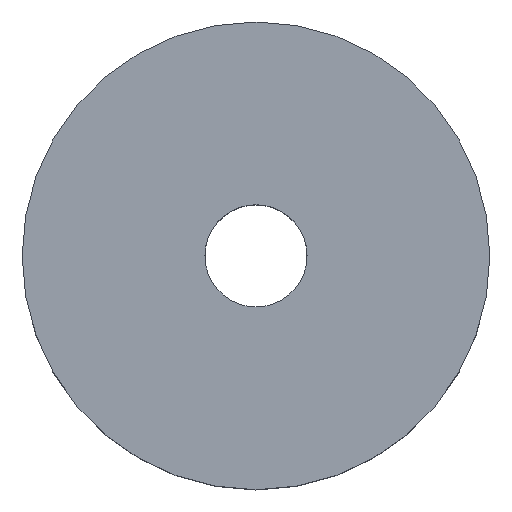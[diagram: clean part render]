
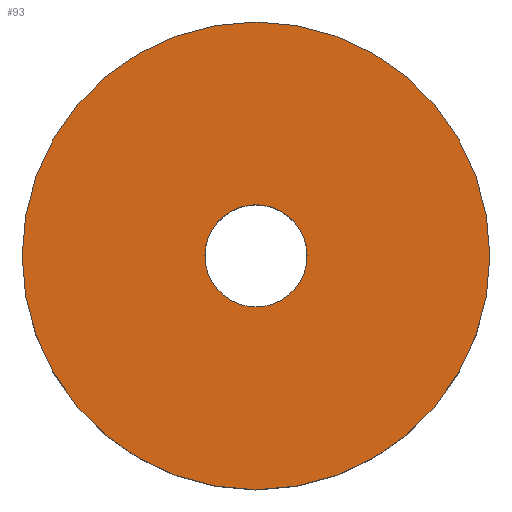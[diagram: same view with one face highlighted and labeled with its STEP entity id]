
A CAD part, top view. The second image highlights one B-rep face of the part: STEP entity #93.
In plain terms, the highlighted planar face has unit normal (0, 0, 1).
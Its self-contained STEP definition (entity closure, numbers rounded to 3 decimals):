
#51=VERTEX_POINT('',#121);
#57=EDGE_CURVE('',#99,#67,#127,.T.);
#61=EDGE_CURVE('',#65,#51,#131,.T.);
#63=EDGE_CURVE('',#67,#99,#133,.T.);
#65=VERTEX_POINT('',#135);
#67=VERTEX_POINT('',#137);
#69=EDGE_CURVE('',#51,#65,#139,.T.);
#93=ADVANCED_FACE('',(#168,#169),#170,.T.);
#99=VERTEX_POINT('',#176);
#121=CARTESIAN_POINT('',(-29.75,0.0,20.0));
#127=CIRCLE('',#195,6.5);
#131=CIRCLE('',#201,29.75);
#133=CIRCLE('',#204,6.5);
#135=CARTESIAN_POINT('',(29.75,0.,20.0));
#137=CARTESIAN_POINT('',(6.5,0.,20.0));
#139=CIRCLE('',#211,29.75);
#168=FACE_BOUND('',#247,.T.);
#169=FACE_OUTER_BOUND('',#248,.T.);
#170=PLANE('',#249);
#176=CARTESIAN_POINT('',(-6.5,0.0,20.0));
#195=AXIS2_PLACEMENT_3D('',#267,#268,#269);
#201=AXIS2_PLACEMENT_3D('',#273,#274,#275);
#204=AXIS2_PLACEMENT_3D('',#276,#277,#278);
#211=AXIS2_PLACEMENT_3D('',#279,#280,#281);
#247=EDGE_LOOP('',(#326,#327));
#248=EDGE_LOOP('',(#328,#329));
#249=AXIS2_PLACEMENT_3D('',#330,#331,#332);
#267=CARTESIAN_POINT('',(0.0,0.0,20.0));
#268=DIRECTION('',(0.0,0.0,-1.0));
#269=DIRECTION('',(1.0,0.0,0.0));
#273=CARTESIAN_POINT('',(0.0,0.0,20.0));
#274=DIRECTION('',(0.0,0.0,-1.0));
#275=DIRECTION('',(-1.0,0.0,0.0));
#276=CARTESIAN_POINT('',(0.0,0.0,20.0));
#277=DIRECTION('',(0.0,0.0,-1.0));
#278=DIRECTION('',(1.0,0.0,0.0));
#279=CARTESIAN_POINT('',(0.0,0.0,20.0));
#280=DIRECTION('',(0.0,0.0,-1.0));
#281=DIRECTION('',(-1.0,0.0,0.0));
#326=ORIENTED_EDGE('',*,*,#57,.T.);
#327=ORIENTED_EDGE('',*,*,#63,.T.);
#328=ORIENTED_EDGE('',*,*,#69,.F.);
#329=ORIENTED_EDGE('',*,*,#61,.F.);
#330=CARTESIAN_POINT('',(0.0,0.0,20.0));
#331=DIRECTION('',(0.0,0.0,1.0));
#332=DIRECTION('',(1.0,0.0,0.0));
